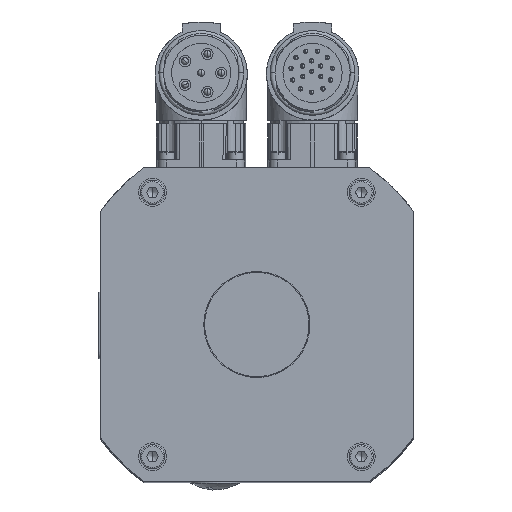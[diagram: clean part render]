
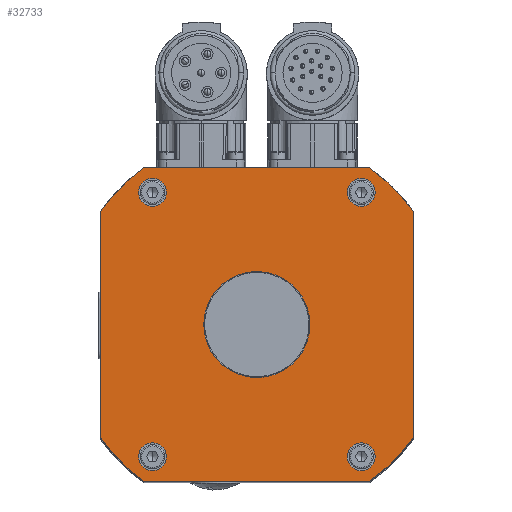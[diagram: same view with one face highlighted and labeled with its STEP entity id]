
A CAD part, top view. The second image highlights one B-rep face of the part: STEP entity #32733.
In plain terms, the highlighted planar face has unit normal (0, 0, 1).
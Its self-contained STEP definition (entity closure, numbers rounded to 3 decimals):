
#10665=CARTESIAN_POINT('',(-30.,42.,236.));
#10666=VERTEX_POINT('',#10665);
#10682=CARTESIAN_POINT('',(-30.,34.,236.));
#10683=VERTEX_POINT('',#10682);
#10690=CARTESIAN_POINT('',(-30.,38.,236.));
#10691=DIRECTION('',(0.,0.,-1.0));
#10692=DIRECTION('',(0.,1.0,0.));
#10693=AXIS2_PLACEMENT_3D('',#10690,#10691,#10692);
#10694=CIRCLE('',#10693,4.0);
#10695=EDGE_CURVE('',#10666,#10683,#10694,.T.);
#10728=CARTESIAN_POINT('',(-30.,-34.,236.));
#10729=VERTEX_POINT('',#10728);
#10745=CARTESIAN_POINT('',(-30.,-42.,236.));
#10746=VERTEX_POINT('',#10745);
#10753=CARTESIAN_POINT('',(-30.,-38.,236.));
#10754=DIRECTION('',(0.,0.,-1.0));
#10755=DIRECTION('',(0.,1.0,0.));
#10756=AXIS2_PLACEMENT_3D('',#10753,#10754,#10755);
#10757=CIRCLE('',#10756,4.0);
#10758=EDGE_CURVE('',#10729,#10746,#10757,.T.);
#10791=CARTESIAN_POINT('',(30.,-34.,236.));
#10792=VERTEX_POINT('',#10791);
#10808=CARTESIAN_POINT('',(30.,-42.,236.));
#10809=VERTEX_POINT('',#10808);
#10816=CARTESIAN_POINT('',(30.,-38.,236.));
#10817=DIRECTION('',(0.,0.,-1.0));
#10818=DIRECTION('',(0.,1.0,0.));
#10819=AXIS2_PLACEMENT_3D('',#10816,#10817,#10818);
#10820=CIRCLE('',#10819,4.0);
#10821=EDGE_CURVE('',#10792,#10809,#10820,.T.);
#10854=CARTESIAN_POINT('',(30.,42.,236.));
#10855=VERTEX_POINT('',#10854);
#10871=CARTESIAN_POINT('',(30.,34.,236.));
#10872=VERTEX_POINT('',#10871);
#10879=CARTESIAN_POINT('',(30.,38.,236.));
#10880=DIRECTION('',(0.,0.,-1.0));
#10881=DIRECTION('',(0.,1.0,0.));
#10882=AXIS2_PLACEMENT_3D('',#10879,#10880,#10881);
#10883=CIRCLE('',#10882,4.0);
#10884=EDGE_CURVE('',#10855,#10872,#10883,.T.);
#10917=CARTESIAN_POINT('',(0.,15.25,236.));
#10918=VERTEX_POINT('',#10917);
#10934=CARTESIAN_POINT('',(0.,-15.25,236.));
#10935=VERTEX_POINT('',#10934);
#10942=CARTESIAN_POINT('',(0.,0.,236.));
#10943=DIRECTION('',(0.,0.,-1.0));
#10944=DIRECTION('',(0.,1.0,0.));
#10945=AXIS2_PLACEMENT_3D('',#10942,#10943,#10944);
#10946=CIRCLE('',#10945,15.25);
#10947=EDGE_CURVE('',#10918,#10935,#10946,.T.);
#32608=CARTESIAN_POINT('',(0.,0.,236.));
#32609=DIRECTION('',(0.0,0.0,-1.0));
#32610=DIRECTION('',(-1.0,0.,0.0));
#32611=AXIS2_PLACEMENT_3D('',#32608,#32609,#32610);
#32612=PLANE('',#32611);
#32613=CARTESIAN_POINT('',(32.485,45.,236.));
#32614=VERTEX_POINT('',#32613);
#32615=CARTESIAN_POINT('',(45.,32.485,236.));
#32616=VERTEX_POINT('',#32615);
#32617=CARTESIAN_POINT('',(0.,0.,236.));
#32618=DIRECTION('',(0.,0.,-1.));
#32619=DIRECTION('',(0.811,0.585,0.));
#32620=AXIS2_PLACEMENT_3D('',#32617,#32618,#32619);
#32621=CIRCLE('',#32620,55.5);
#32622=EDGE_CURVE('',#32614,#32616,#32621,.T.);
#32623=ORIENTED_EDGE('',*,*,#32622,.F.);
#32624=CARTESIAN_POINT('',(-32.485,45.,236.));
#32625=VERTEX_POINT('',#32624);
#32626=CARTESIAN_POINT('',(-32.485,45.,236.));
#32627=DIRECTION('',(1.0,0.,0.0));
#32628=VECTOR('',#32627,64.969);
#32629=LINE('',#32626,#32628);
#32630=EDGE_CURVE('',#32625,#32614,#32629,.T.);
#32631=ORIENTED_EDGE('',*,*,#32630,.F.);
#32632=CARTESIAN_POINT('',(-45.,32.485,236.));
#32633=VERTEX_POINT('',#32632);
#32634=CARTESIAN_POINT('',(0.,0.,236.));
#32635=DIRECTION('',(0.,0.,-1.0));
#32636=DIRECTION('',(-0.585,0.811,0.));
#32637=AXIS2_PLACEMENT_3D('',#32634,#32635,#32636);
#32638=CIRCLE('',#32637,55.5);
#32639=EDGE_CURVE('',#32633,#32625,#32638,.T.);
#32640=ORIENTED_EDGE('',*,*,#32639,.F.);
#32641=CARTESIAN_POINT('',(-45.,-32.485,236.));
#32642=VERTEX_POINT('',#32641);
#32643=CARTESIAN_POINT('',(-45.,-32.485,236.));
#32644=DIRECTION('',(0.,1.0,0.0));
#32645=VECTOR('',#32644,64.969);
#32646=LINE('',#32643,#32645);
#32647=EDGE_CURVE('',#32642,#32633,#32646,.T.);
#32648=ORIENTED_EDGE('',*,*,#32647,.F.);
#32649=CARTESIAN_POINT('',(-32.485,-45.,236.));
#32650=VERTEX_POINT('',#32649);
#32651=CARTESIAN_POINT('',(0.,0.,236.));
#32652=DIRECTION('',(0.,0.,-1.));
#32653=DIRECTION('',(-0.811,-0.585,0.));
#32654=AXIS2_PLACEMENT_3D('',#32651,#32652,#32653);
#32655=CIRCLE('',#32654,55.5);
#32656=EDGE_CURVE('',#32650,#32642,#32655,.T.);
#32657=ORIENTED_EDGE('',*,*,#32656,.F.);
#32658=CARTESIAN_POINT('',(32.485,-45.,236.));
#32659=VERTEX_POINT('',#32658);
#32660=CARTESIAN_POINT('',(32.485,-45.,236.));
#32661=DIRECTION('',(-1.0,0.,0.0));
#32662=VECTOR('',#32661,64.969);
#32663=LINE('',#32660,#32662);
#32664=EDGE_CURVE('',#32659,#32650,#32663,.T.);
#32665=ORIENTED_EDGE('',*,*,#32664,.F.);
#32666=CARTESIAN_POINT('',(45.,-32.485,236.));
#32667=VERTEX_POINT('',#32666);
#32668=CARTESIAN_POINT('',(0.,0.,236.));
#32669=DIRECTION('',(0.,0.,-1.));
#32670=DIRECTION('',(0.585,-0.811,0.));
#32671=AXIS2_PLACEMENT_3D('',#32668,#32669,#32670);
#32672=CIRCLE('',#32671,55.5);
#32673=EDGE_CURVE('',#32667,#32659,#32672,.T.);
#32674=ORIENTED_EDGE('',*,*,#32673,.F.);
#32675=CARTESIAN_POINT('',(45.,32.485,236.));
#32676=DIRECTION('',(0.,-1.0,0.0));
#32677=VECTOR('',#32676,64.969);
#32678=LINE('',#32675,#32677);
#32679=EDGE_CURVE('',#32616,#32667,#32678,.T.);
#32680=ORIENTED_EDGE('',*,*,#32679,.F.);
#32681=EDGE_LOOP('',(#32623,#32631,#32640,#32648,#32657,#32665,#32674,#32680));
#32682=FACE_OUTER_BOUND('',#32681,.T.);
#32683=ORIENTED_EDGE('',*,*,#10695,.T.);
#32684=CARTESIAN_POINT('',(-30.,38.,236.));
#32685=DIRECTION('',(0.,0.,-1.0));
#32686=DIRECTION('',(0.,1.0,0.));
#32687=AXIS2_PLACEMENT_3D('',#32684,#32685,#32686);
#32688=CIRCLE('',#32687,4.0);
#32689=EDGE_CURVE('',#10683,#10666,#32688,.T.);
#32690=ORIENTED_EDGE('',*,*,#32689,.T.);
#32691=EDGE_LOOP('',(#32683,#32690));
#32692=FACE_BOUND('',#32691,.T.);
#32693=ORIENTED_EDGE('',*,*,#10758,.T.);
#32694=CARTESIAN_POINT('',(-30.,-38.,236.));
#32695=DIRECTION('',(0.,0.,-1.0));
#32696=DIRECTION('',(0.,1.0,0.));
#32697=AXIS2_PLACEMENT_3D('',#32694,#32695,#32696);
#32698=CIRCLE('',#32697,4.0);
#32699=EDGE_CURVE('',#10746,#10729,#32698,.T.);
#32700=ORIENTED_EDGE('',*,*,#32699,.T.);
#32701=EDGE_LOOP('',(#32693,#32700));
#32702=FACE_BOUND('',#32701,.T.);
#32703=ORIENTED_EDGE('',*,*,#10821,.T.);
#32704=CARTESIAN_POINT('',(30.,-38.,236.));
#32705=DIRECTION('',(0.,0.,-1.0));
#32706=DIRECTION('',(0.,1.0,0.));
#32707=AXIS2_PLACEMENT_3D('',#32704,#32705,#32706);
#32708=CIRCLE('',#32707,4.0);
#32709=EDGE_CURVE('',#10809,#10792,#32708,.T.);
#32710=ORIENTED_EDGE('',*,*,#32709,.T.);
#32711=EDGE_LOOP('',(#32703,#32710));
#32712=FACE_BOUND('',#32711,.T.);
#32713=ORIENTED_EDGE('',*,*,#10884,.T.);
#32714=CARTESIAN_POINT('',(30.,38.,236.));
#32715=DIRECTION('',(0.,0.,-1.0));
#32716=DIRECTION('',(0.,1.0,0.));
#32717=AXIS2_PLACEMENT_3D('',#32714,#32715,#32716);
#32718=CIRCLE('',#32717,4.0);
#32719=EDGE_CURVE('',#10872,#10855,#32718,.T.);
#32720=ORIENTED_EDGE('',*,*,#32719,.T.);
#32721=EDGE_LOOP('',(#32713,#32720));
#32722=FACE_BOUND('',#32721,.T.);
#32723=ORIENTED_EDGE('',*,*,#10947,.T.);
#32724=CARTESIAN_POINT('',(0.,0.,236.));
#32725=DIRECTION('',(0.,0.,-1.0));
#32726=DIRECTION('',(0.,1.0,0.));
#32727=AXIS2_PLACEMENT_3D('',#32724,#32725,#32726);
#32728=CIRCLE('',#32727,15.25);
#32729=EDGE_CURVE('',#10935,#10918,#32728,.T.);
#32730=ORIENTED_EDGE('',*,*,#32729,.T.);
#32731=EDGE_LOOP('',(#32723,#32730));
#32732=FACE_BOUND('',#32731,.T.);
#32733=ADVANCED_FACE('',(#32682,#32692,#32702,#32712,#32722,#32732),#32612,.F.);
